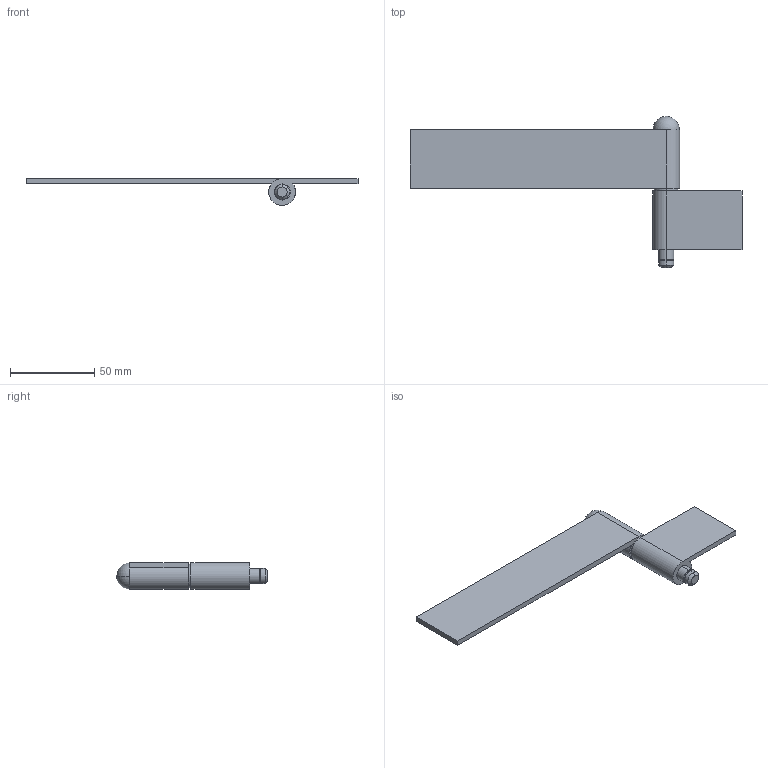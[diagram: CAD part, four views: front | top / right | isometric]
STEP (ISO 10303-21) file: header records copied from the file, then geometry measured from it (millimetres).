
FILE_DESCRIPTION (( 'STEP AP203' ), '1' );
FILE_NAME ('B-61-3.STEP', '2008-12-12T07:54:11', ( ' ' ), ( ' ' ), 'SwSTEP 2.0', 'SolidWorks 2007', '' );
FILE_SCHEMA (( 'CONFIG_CONTROL_DESIGN' ));
Length unit declared in the file: millimetre
Products named in the file (5): B-61-3; B-61-3僔儍僼僩_棉太倌; B-61-3僸儞僕A_棉太倌; B-61-3僸儞僕B_棉太倌; B-61-3儚僢僔儍乕_棉太倌
Assembly tree (4 placements, depth 2):
  B-61-3
    B-61-3僔儍僼僩_棉太倌
    B-61-3儚僢僔儍乕_棉太倌
    B-61-3僸儞僕B_棉太倌
    B-61-3僸儞僕A_棉太倌
Bounding box: 197 x 89.75 x 15.9 mm (x, y, z)
Volume: 36288.2 mm3; surface area: 23519.6 mm2
Topology: 4 solids, 4 shells, 38 faces, 84 edges, 55 vertices
Faces by surface type: cylinder 18, plane 16, cone 2, sphere 2
Entity records: 1573 total; most frequent: DIRECTION 212, CARTESIAN_POINT 178, ORIENTED_EDGE 160, AXIS2_PLACEMENT_3D 87, EDGE_CURVE 80, VERTEX_POINT 53, EDGE_LOOP 47, PERSON_AND_ORGANIZATION 44
